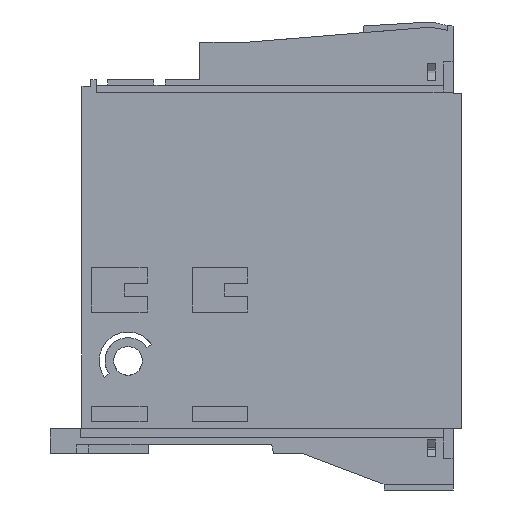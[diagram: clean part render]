
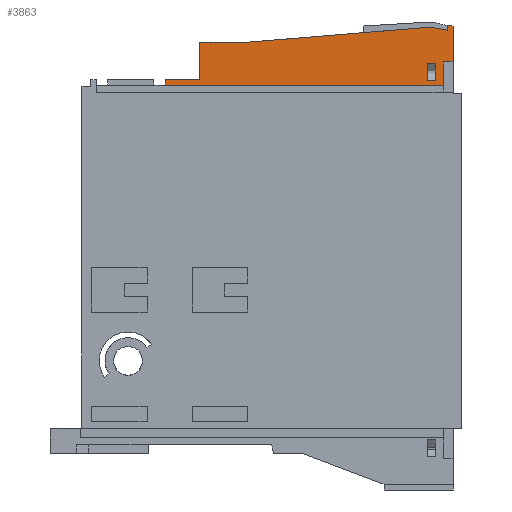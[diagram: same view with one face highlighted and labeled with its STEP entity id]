
A CAD part, left-side view. The second image highlights one B-rep face of the part: STEP entity #3863.
In plain terms, the highlighted planar face has unit normal (-1, 0, 0).
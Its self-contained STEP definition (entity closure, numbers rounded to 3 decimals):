
#35=FACE_BOUND('',#343,.T.);
#138=FACE_OUTER_BOUND('',#342,.T.);
#342=EDGE_LOOP('',(#2712,#2713,#2714,#2715,#2716,#2717,#2718,#2719,#2720,
#2721,#2722,#2723));
#343=EDGE_LOOP('',(#2724,#2725,#2726,#2727));
#637=LINE('',#5597,#1153);
#638=LINE('',#5599,#1154);
#639=LINE('',#5601,#1155);
#640=LINE('',#5603,#1156);
#641=LINE('',#5605,#1157);
#642=LINE('',#5607,#1158);
#643=LINE('',#5609,#1159);
#644=LINE('',#5611,#1160);
#645=LINE('',#5613,#1161);
#646=LINE('',#5615,#1162);
#647=LINE('',#5617,#1163);
#648=LINE('',#5618,#1164);
#649=LINE('',#5621,#1165);
#650=LINE('',#5623,#1166);
#651=LINE('',#5625,#1167);
#652=LINE('',#5626,#1168);
#1153=VECTOR('',#4535,1000.);
#1154=VECTOR('',#4536,1000.);
#1155=VECTOR('',#4537,1000.);
#1156=VECTOR('',#4538,1000.);
#1157=VECTOR('',#4539,1000.);
#1158=VECTOR('',#4540,1000.);
#1159=VECTOR('',#4541,1000.);
#1160=VECTOR('',#4542,1000.);
#1161=VECTOR('',#4543,1000.);
#1162=VECTOR('',#4544,1000.);
#1163=VECTOR('',#4545,1000.);
#1164=VECTOR('',#4546,1000.);
#1165=VECTOR('',#4547,1000.);
#1166=VECTOR('',#4548,1000.);
#1167=VECTOR('',#4549,1000.);
#1168=VECTOR('',#4550,1000.);
#1662=VERTEX_POINT('',#5595);
#1663=VERTEX_POINT('',#5596);
#1664=VERTEX_POINT('',#5598);
#1665=VERTEX_POINT('',#5600);
#1666=VERTEX_POINT('',#5602);
#1667=VERTEX_POINT('',#5604);
#1668=VERTEX_POINT('',#5606);
#1669=VERTEX_POINT('',#5608);
#1670=VERTEX_POINT('',#5610);
#1671=VERTEX_POINT('',#5612);
#1672=VERTEX_POINT('',#5614);
#1673=VERTEX_POINT('',#5616);
#1674=VERTEX_POINT('',#5619);
#1675=VERTEX_POINT('',#5620);
#1676=VERTEX_POINT('',#5622);
#1677=VERTEX_POINT('',#5624);
#2074=EDGE_CURVE('',#1662,#1663,#637,.T.);
#2075=EDGE_CURVE('',#1664,#1662,#638,.T.);
#2076=EDGE_CURVE('',#1665,#1664,#639,.T.);
#2077=EDGE_CURVE('',#1665,#1666,#640,.T.);
#2078=EDGE_CURVE('',#1667,#1666,#641,.T.);
#2079=EDGE_CURVE('',#1668,#1667,#642,.T.);
#2080=EDGE_CURVE('',#1669,#1668,#643,.T.);
#2081=EDGE_CURVE('',#1670,#1669,#644,.T.);
#2082=EDGE_CURVE('',#1671,#1670,#645,.T.);
#2083=EDGE_CURVE('',#1672,#1671,#646,.T.);
#2084=EDGE_CURVE('',#1672,#1673,#647,.T.);
#2085=EDGE_CURVE('',#1673,#1663,#648,.T.);
#2086=EDGE_CURVE('',#1674,#1675,#649,.T.);
#2087=EDGE_CURVE('',#1675,#1676,#650,.T.);
#2088=EDGE_CURVE('',#1676,#1677,#651,.T.);
#2089=EDGE_CURVE('',#1677,#1674,#652,.T.);
#2712=ORIENTED_EDGE('',*,*,#2074,.F.);
#2713=ORIENTED_EDGE('',*,*,#2075,.F.);
#2714=ORIENTED_EDGE('',*,*,#2076,.F.);
#2715=ORIENTED_EDGE('',*,*,#2077,.T.);
#2716=ORIENTED_EDGE('',*,*,#2078,.F.);
#2717=ORIENTED_EDGE('',*,*,#2079,.F.);
#2718=ORIENTED_EDGE('',*,*,#2080,.F.);
#2719=ORIENTED_EDGE('',*,*,#2081,.F.);
#2720=ORIENTED_EDGE('',*,*,#2082,.F.);
#2721=ORIENTED_EDGE('',*,*,#2083,.F.);
#2722=ORIENTED_EDGE('',*,*,#2084,.T.);
#2723=ORIENTED_EDGE('',*,*,#2085,.T.);
#2724=ORIENTED_EDGE('',*,*,#2086,.T.);
#2725=ORIENTED_EDGE('',*,*,#2087,.T.);
#2726=ORIENTED_EDGE('',*,*,#2088,.T.);
#2727=ORIENTED_EDGE('',*,*,#2089,.T.);
#3668=PLANE('',#4099);
#3863=ADVANCED_FACE('',(#138,#35),#3668,.F.);
#4099=AXIS2_PLACEMENT_3D('',#5594,#4533,#4534);
#4533=DIRECTION('center_axis',(1.,0.,0.));
#4534=DIRECTION('ref_axis',(0.,0.,-1.));
#4535=DIRECTION('',(0.,1.,0.));
#4536=DIRECTION('',(0.,0.,-1.));
#4537=DIRECTION('',(0.,1.,0.));
#4538=DIRECTION('',(0.,0.,1.));
#4539=DIRECTION('',(0.,-0.985,-0.172));
#4540=DIRECTION('',(0.,0.,1.));
#4541=DIRECTION('',(0.,-0.985,-0.172));
#4542=DIRECTION('',(0.,-0.997,0.082));
#4543=DIRECTION('',(0.,-1.,0.));
#4544=DIRECTION('',(0.,0.,1.));
#4545=DIRECTION('',(0.,1.,0.));
#4546=DIRECTION('',(0.,0.,-1.));
#4547=DIRECTION('',(0.,-1.,0.));
#4548=DIRECTION('',(0.,0.,-1.));
#4549=DIRECTION('',(0.,1.,0.));
#4550=DIRECTION('',(0.,0.,1.));
#5594=CARTESIAN_POINT('Origin',(-7.,0.,0.));
#5595=CARTESIAN_POINT('',(-7.,3.2,-2.));
#5596=CARTESIAN_POINT('',(-7.,100.,-2.));
#5597=CARTESIAN_POINT('',(-7.,0.,-2.));
#5598=CARTESIAN_POINT('',(-7.,3.2,6.1));
#5599=CARTESIAN_POINT('',(-7.,3.2,-125.6));
#5600=CARTESIAN_POINT('',(-7.,0.,6.1));
#5601=CARTESIAN_POINT('',(-7.,0.,6.1));
#5602=CARTESIAN_POINT('',(-7.,0.,18.6));
#5603=CARTESIAN_POINT('',(-7.,0.,0.));
#5604=CARTESIAN_POINT('',(-7.,2.,18.95));
#5605=CARTESIAN_POINT('',(-7.,-3.158,18.047));
#5606=CARTESIAN_POINT('',(-7.,2.,17.138));
#5607=CARTESIAN_POINT('',(-7.,2.,18.95));
#5608=CARTESIAN_POINT('',(-7.,8.,18.188));
#5609=CARTESIAN_POINT('',(-7.,2.,17.138));
#5610=CARTESIAN_POINT('',(-7.,71.2,13.));
#5611=CARTESIAN_POINT('',(-7.,1.537,18.719));
#5612=CARTESIAN_POINT('',(-7.,88.,13.));
#5613=CARTESIAN_POINT('',(-7.,0.,13.));
#5614=CARTESIAN_POINT('',(-7.,88.,0.));
#5615=CARTESIAN_POINT('',(-7.,88.,0.));
#5616=CARTESIAN_POINT('',(-7.,100.,0.));
#5617=CARTESIAN_POINT('',(-7.,0.,0.));
#5618=CARTESIAN_POINT('',(-7.,100.,0.));
#5619=CARTESIAN_POINT('',(-7.,9.,5.5));
#5620=CARTESIAN_POINT('',(-7.,6.2,5.5));
#5621=CARTESIAN_POINT('',(-7.,6.2,5.5));
#5622=CARTESIAN_POINT('',(-7.,6.2,-0.3));
#5623=CARTESIAN_POINT('',(-7.,6.2,5.5));
#5624=CARTESIAN_POINT('',(-7.,9.,-0.3));
#5625=CARTESIAN_POINT('',(-7.,6.2,-0.3));
#5626=CARTESIAN_POINT('',(-7.,9.,5.5));
